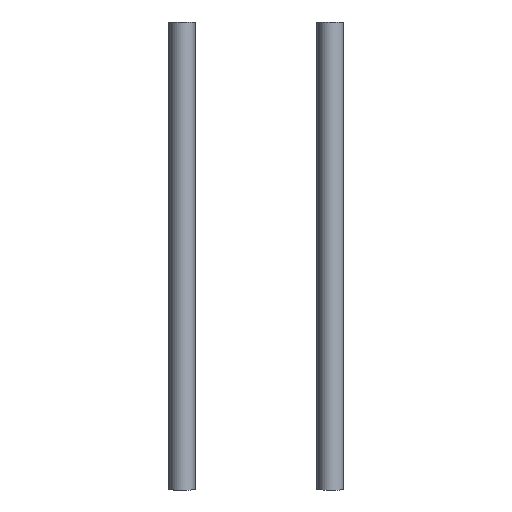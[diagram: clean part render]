
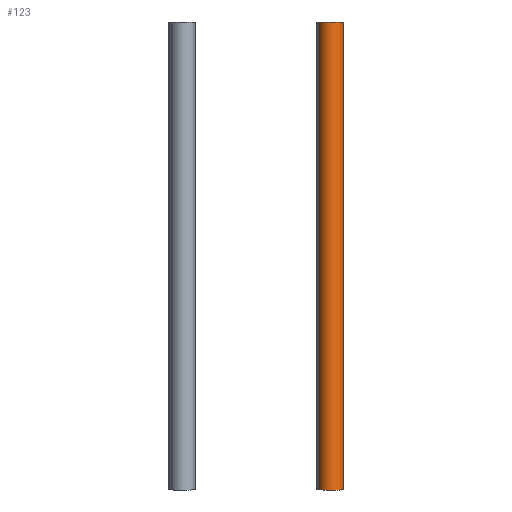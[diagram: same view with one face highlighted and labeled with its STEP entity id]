
A CAD part, front view. The second image highlights one B-rep face of the part: STEP entity #123.
In plain terms, the highlighted cylindrical face has radius 0.25 mm (diameter 0.5 mm), a full revolution.
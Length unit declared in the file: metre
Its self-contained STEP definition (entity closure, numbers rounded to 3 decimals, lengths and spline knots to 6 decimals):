
#35=FACE_OUTER_BOUND('',#47,.T.);
#47=EDGE_LOOP('',(#101,#102,#103,#104));
#55=LINE('',#239,#59);
#59=VECTOR('',#200,0.00025);
#65=CIRCLE('',#163,0.00025);
#66=CIRCLE('',#164,0.00025);
#73=VERTEX_POINT('',#236);
#74=VERTEX_POINT('',#238);
#83=EDGE_CURVE('',#73,#73,#65,.T.);
#84=EDGE_CURVE('',#73,#74,#55,.T.);
#85=EDGE_CURVE('',#74,#74,#66,.T.);
#101=ORIENTED_EDGE('',*,*,#83,.T.);
#102=ORIENTED_EDGE('',*,*,#84,.T.);
#103=ORIENTED_EDGE('',*,*,#85,.T.);
#104=ORIENTED_EDGE('',*,*,#84,.F.);
#115=CYLINDRICAL_SURFACE('',#162,0.00025);
#123=ADVANCED_FACE('',(#35),#115,.T.);
#162=AXIS2_PLACEMENT_3D('',#235,#196,#197);
#163=AXIS2_PLACEMENT_3D('',#237,#198,#199);
#164=AXIS2_PLACEMENT_3D('',#240,#201,#202);
#196=DIRECTION('center_axis',(0.,0.,
1.));
#197=DIRECTION('ref_axis',(-1.,-0.009,0.));
#198=DIRECTION('center_axis',(0.,0.,
-1.));
#199=DIRECTION('ref_axis',(-1.,-0.009,0.));
#200=DIRECTION('',(0.,0.,-1.));
#201=DIRECTION('center_axis',(0.,0.,
1.));
#202=DIRECTION('ref_axis',(-1.,-0.009,0.));
#235=CARTESIAN_POINT('Origin',(0.005337,0.005106,
-0.00304));
#236=CARTESIAN_POINT('',(0.005587,0.005108,0.00642));
#237=CARTESIAN_POINT('Origin',(0.005337,0.005106,
0.00642));
#238=CARTESIAN_POINT('',(0.005587,0.005108,-0.00304));
#239=CARTESIAN_POINT('',(0.005587,0.005108,-0.00304));
#240=CARTESIAN_POINT('Origin',(0.005337,0.005106,
-0.00304));
